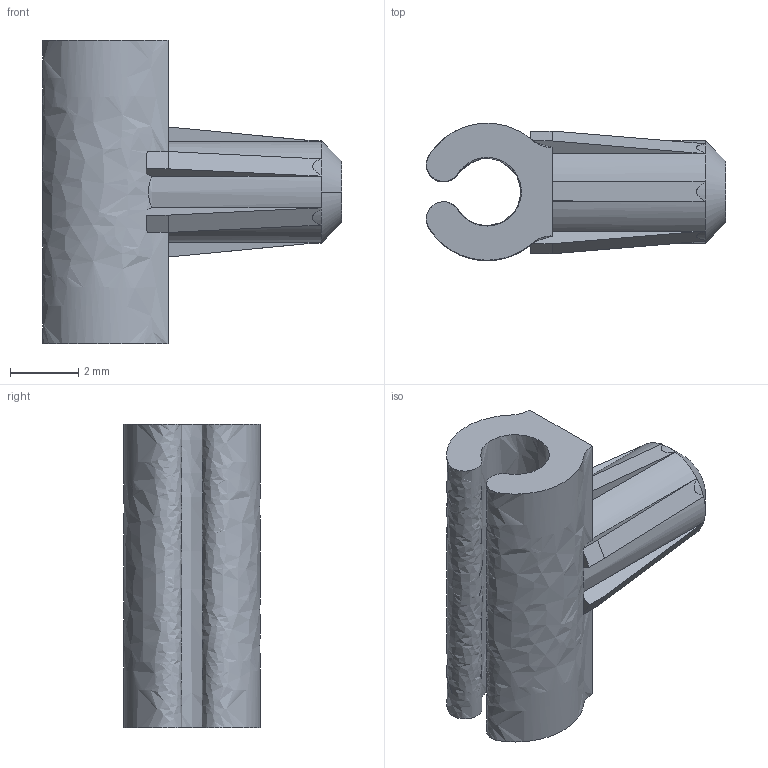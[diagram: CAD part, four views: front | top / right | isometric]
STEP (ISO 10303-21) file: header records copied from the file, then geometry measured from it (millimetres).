
FILE_DESCRIPTION(/* description */ (''),/* implementation_level */ '2;1');
FILE_NAME(/* name */ 'clip_wood',/* time_stamp */ '2022-03-21T08:17:42+01:00',/* author */ (''),/* organization */ (''),/* preprocessor_version */ 'ST-DEVELOPER v10',/* originating_system */ '',/* authorisation */ '');
FILE_SCHEMA (('CONFIG_CONTROL_DESIGN'));
Length unit declared in the file: millimetre
Products named in the file (1): 1
Bounding box: 8.76 x 4.01 x 8.89 mm (x, y, z)
Volume: 102.1 mm3; surface area: 245.7 mm2
Topology: 1 solids, 1 shells, 53 faces, 128 edges, 77 vertices
Faces by surface type: plane 37, bspline 16
Entity records: 1829 total; most frequent: CARTESIAN_POINT 882, ORIENTED_EDGE 256, EDGE_CURVE 128, B_SPLINE_CURVE_WITH_KNOTS 122, VERTEX_POINT 77, ADVANCED_FACE 53, FACE_OUTER_BOUND 53, EDGE_LOOP 53
